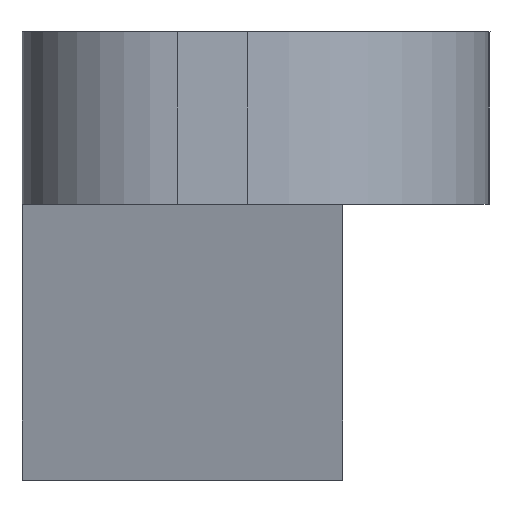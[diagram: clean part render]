
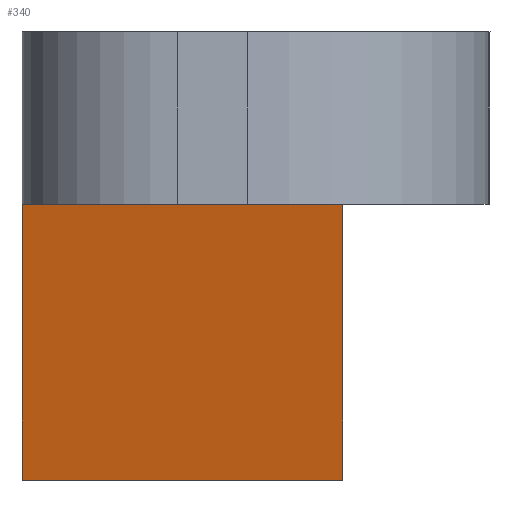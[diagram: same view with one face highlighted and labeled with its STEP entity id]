
A CAD part, left-side view. The second image highlights one B-rep face of the part: STEP entity #340.
In plain terms, the highlighted planar face has unit normal (-0.411, -0.912, 0).
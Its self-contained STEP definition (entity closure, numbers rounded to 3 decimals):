
#31=PLANE('',#379);
#44=FACE_OUTER_BOUND('',#63,.T.);
#63=EDGE_LOOP('',(#267,#268,#269,#270));
#88=LINE('',#525,#121);
#90=LINE('',#529,#123);
#95=LINE('',#543,#128);
#96=LINE('',#544,#129);
#121=VECTOR('',#429,10.);
#123=VECTOR('',#433,10.);
#128=VECTOR('',#444,10.);
#129=VECTOR('',#445,10.);
#165=VERTEX_POINT('',#522);
#166=VERTEX_POINT('',#524);
#167=VERTEX_POINT('',#528);
#173=VERTEX_POINT('',#542);
#201=EDGE_CURVE('',#166,#165,#88,.T.);
#203=EDGE_CURVE('',#167,#166,#90,.T.);
#210=EDGE_CURVE('',#165,#173,#95,.T.);
#211=EDGE_CURVE('',#167,#173,#96,.T.);
#267=ORIENTED_EDGE('',*,*,#203,.T.);
#268=ORIENTED_EDGE('',*,*,#201,.T.);
#269=ORIENTED_EDGE('',*,*,#210,.T.);
#270=ORIENTED_EDGE('',*,*,#211,.F.);
#340=ADVANCED_FACE('',(#44),#31,.F.);
#379=AXIS2_PLACEMENT_3D('',#541,#442,#443);
#429=DIRECTION('',(0.,0.,-1.));
#433=DIRECTION('',(-0.912,0.411,0.));
#442=DIRECTION('center_axis',(0.411,0.912,0.));
#443=DIRECTION('ref_axis',(0.912,-0.411,0.));
#444=DIRECTION('',(0.912,-0.411,0.));
#445=DIRECTION('',(0.,0.,-1.));
#522=CARTESIAN_POINT('',(121.5,53.083,4.797));
#524=CARTESIAN_POINT('',(121.5,53.083,8.797));
#525=CARTESIAN_POINT('',(121.5,53.083,8.797));
#528=CARTESIAN_POINT('',(131.817,48.437,8.797));
#529=CARTESIAN_POINT('',(122.951,52.43,8.797));
#541=CARTESIAN_POINT('Origin',(121.5,53.083,8.797));
#542=CARTESIAN_POINT('',(131.817,48.437,4.797));
#543=CARTESIAN_POINT('',(121.5,53.083,4.797));
#544=CARTESIAN_POINT('',(131.817,48.437,8.797));
